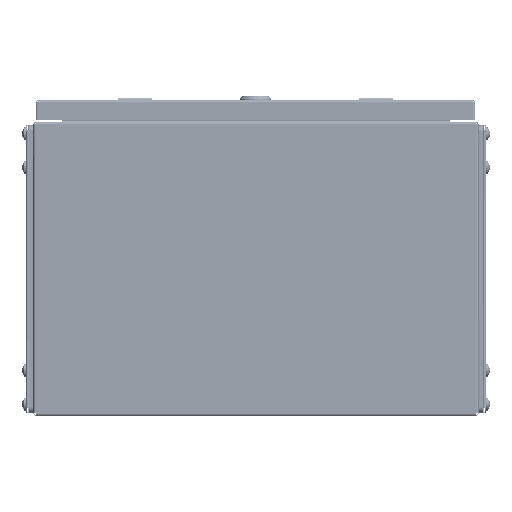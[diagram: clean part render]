
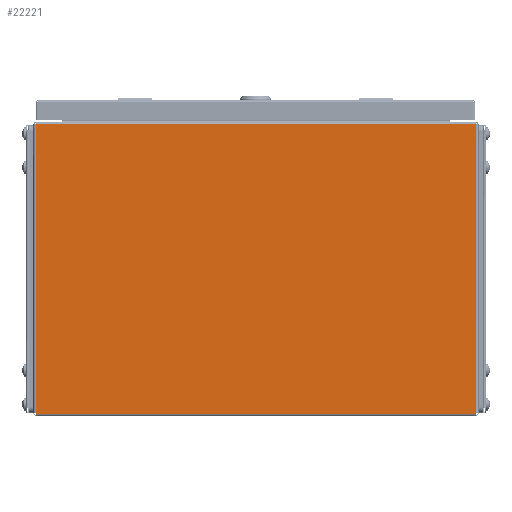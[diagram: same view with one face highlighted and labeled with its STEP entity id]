
A CAD part, left-side view. The second image highlights one B-rep face of the part: STEP entity #22221.
In plain terms, the highlighted planar face has unit normal (-1, 0, 0).
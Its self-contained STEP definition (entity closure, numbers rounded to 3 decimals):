
#1525 = VECTOR ( 'NONE', #23567, 1000. ) ;
#1671 = LINE ( 'NONE', #14899, #64245 ) ;
#1774 = LINE ( 'NONE', #58970, #47940 ) ;
#2526 = CARTESIAN_POINT ( 'NONE',  ( -250., 195.5, 1. ) ) ;
#4608 = EDGE_CURVE ( 'NONE', #30886, #27043, #61086, .T. ) ;
#5902 = EDGE_CURVE ( 'NONE', #52969, #70816, #1774, .T. ) ;
#6419 = CARTESIAN_POINT ( 'NONE',  ( -250., 0., 0. ) ) ;
#6822 = DIRECTION ( 'NONE',  ( 1., 0., 0. ) ) ;
#13244 = PLANE ( 'NONE',  #57479 ) ;
#13755 = DIRECTION ( 'NONE',  ( 0., 0., -1. ) ) ;
#14899 = CARTESIAN_POINT ( 'NONE',  ( -250., -195.5, 257.5 ) ) ;
#22221 = ADVANCED_FACE ( 'NONE', ( #25623 ), #13244, .F. ) ;
#22433 = EDGE_CURVE ( 'NONE', #27043, #52969, #1671, .T. ) ;
#22490 = CARTESIAN_POINT ( 'NONE',  ( -250., -195.5, 257.5 ) ) ;
#23567 = DIRECTION ( 'NONE',  ( 0., 0., 1. ) ) ;
#23695 = ORIENTED_EDGE ( 'NONE', *, *, #22433, .T. ) ;
#25225 = DIRECTION ( 'NONE',  ( 0., 0., -1. ) ) ;
#25623 = FACE_OUTER_BOUND ( 'NONE', #63633, .T. ) ;
#27043 = VERTEX_POINT ( 'NONE', #22490 ) ;
#29961 = CARTESIAN_POINT ( 'NONE',  ( -250., -195.5, 0. ) ) ;
#30048 = ORIENTED_EDGE ( 'NONE', *, *, #4608, .T. ) ;
#30886 = VERTEX_POINT ( 'NONE', #59211 ) ;
#38669 = LINE ( 'NONE', #45929, #43937 ) ;
#43937 = VECTOR ( 'NONE', #45086, 1000. ) ;
#45086 = DIRECTION ( 'NONE',  ( 0., 1., 0. ) ) ;
#45929 = CARTESIAN_POINT ( 'NONE',  ( -250., 195.5, 1. ) ) ;
#47940 = VECTOR ( 'NONE', #13755, 1000. ) ;
#52969 = VERTEX_POINT ( 'NONE', #79014 ) ;
#57479 = AXIS2_PLACEMENT_3D ( 'NONE', #6419, #6822, #25225 ) ;
#58970 = CARTESIAN_POINT ( 'NONE',  ( -250., 195.5, 0. ) ) ;
#59211 = CARTESIAN_POINT ( 'NONE',  ( -250., -195.5, 1. ) ) ;
#61086 = LINE ( 'NONE', #29961, #1525 ) ;
#62521 = EDGE_CURVE ( 'NONE', #30886, #70816, #38669, .T. ) ;
#63633 = EDGE_LOOP ( 'NONE', ( #23695, #66545, #69904, #30048 ) ) ;
#64245 = VECTOR ( 'NONE', #68573, 1000. ) ;
#66545 = ORIENTED_EDGE ( 'NONE', *, *, #5902, .T. ) ;
#68573 = DIRECTION ( 'NONE',  ( 0., 1., 0. ) ) ;
#69904 = ORIENTED_EDGE ( 'NONE', *, *, #62521, .F. ) ;
#70816 = VERTEX_POINT ( 'NONE', #2526 ) ;
#79014 = CARTESIAN_POINT ( 'NONE',  ( -250., 195.5, 257.5 ) ) ;
